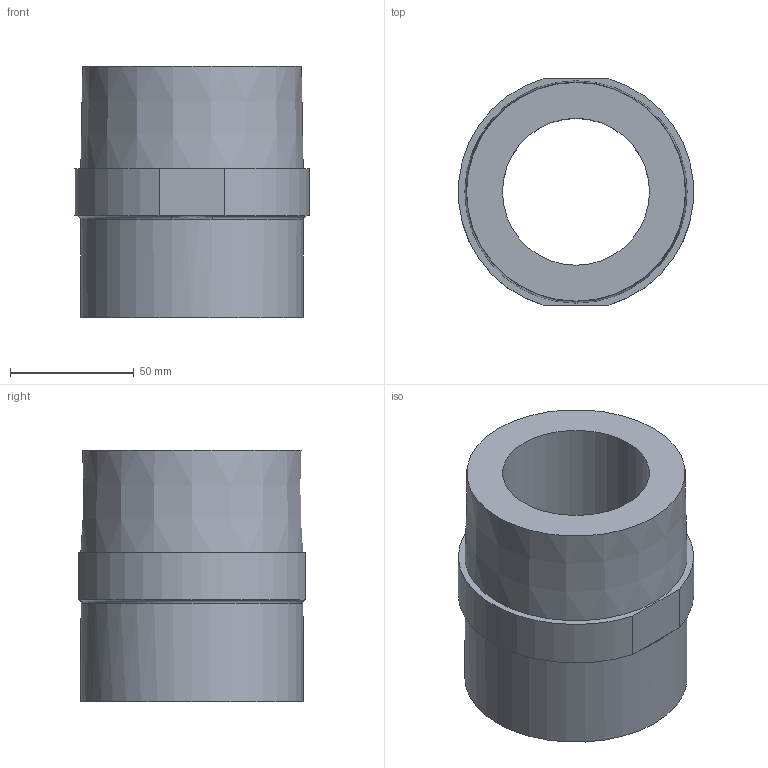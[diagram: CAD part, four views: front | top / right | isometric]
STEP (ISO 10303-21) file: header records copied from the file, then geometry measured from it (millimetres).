
FILE_DESCRIPTION (( 'STEP AP203' ), '1' );
FILE_NAME ('581152030.STEP', '2017-07-28T15:18:27', ( '' ), ( '' ), 'SwSTEP 2.0', 'SolidWorks 2017', '' );
FILE_SCHEMA (( 'CONFIG_CONTROL_DESIGN' ));
Length unit declared in the file: inch
Products named in the file (1): 581152030
Bounding box: 94.9 x 91.44 x 101.6 mm (x, y, z)
Volume: 309114.2 mm3; surface area: 57315.5 mm2
Topology: 1 solids, 1 shells, 19 faces, 40 edges, 25 vertices
Faces by surface type: plane 8, cylinder 5, cone 2, bspline 2, torus 2
Full cylindrical faces by diameter (mm): 59.436 x1, 73.508 x1, 89.916 x1
Entity records: 679 total; most frequent: CARTESIAN_POINT 206, DIRECTION 88, ORIENTED_EDGE 68, AXIS2_PLACEMENT_3D 38, EDGE_CURVE 34, EDGE_LOOP 28, VERTEX_POINT 24, FACE_OUTER_BOUND 22
